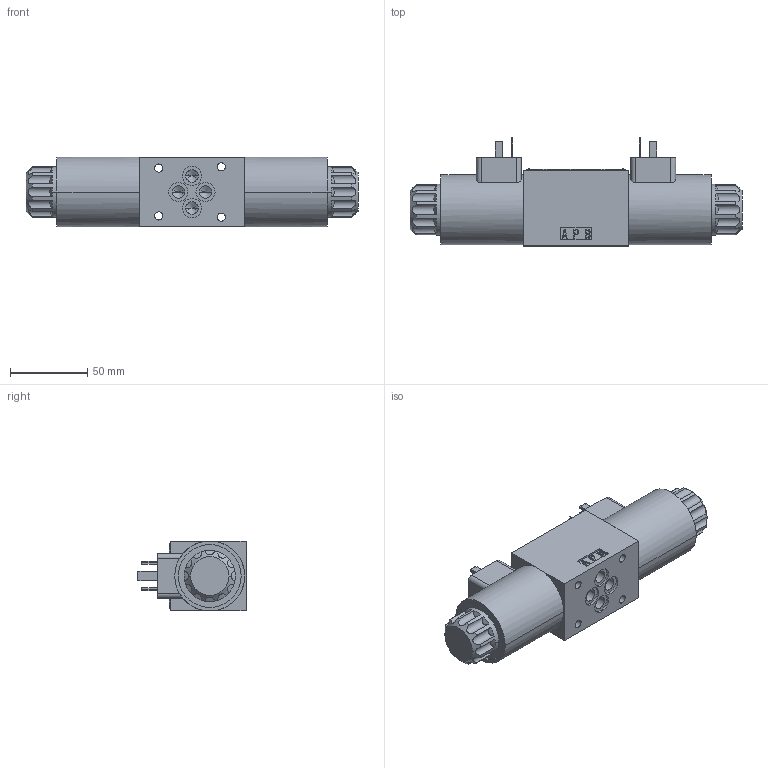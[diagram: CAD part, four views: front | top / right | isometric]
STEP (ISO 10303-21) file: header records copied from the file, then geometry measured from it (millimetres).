
FILE_DESCRIPTION((''),'2;1');
FILE_NAME('PRM2_063','2011-03-14T',('tvatras'),(''),'PRO/ENGINEER BY PARAMETRIC TECHNOLOGY CORPORATION, 2010180','PRO/ENGINEER BY PARAMETRIC TECHNOLOGY CORPORATION, 2010180','');
FILE_SCHEMA(('CONFIG_CONTROL_DESIGN'));
Length unit declared in the file: millimetre
Products named in the file (1): PRM2_063
Bounding box: 215 x 70 x 45.3 mm (x, y, z)
Volume: 362326.8 mm3; surface area: 47893.3 mm2
Topology: 1 solids, 1 shells, 475 faces, 1286 edges, 844 vertices
Faces by surface type: plane 335, cylinder 96, cone 40, sphere 4
Entity records: 15313 total; most frequent: CARTESIAN_POINT 3271, ORIENTED_EDGE 2538, DIRECTION 2376, EDGE_CURVE 1269, VECTOR 998, LINE 998, VERTEX_POINT 842, AXIS2_PLACEMENT_3D 689
